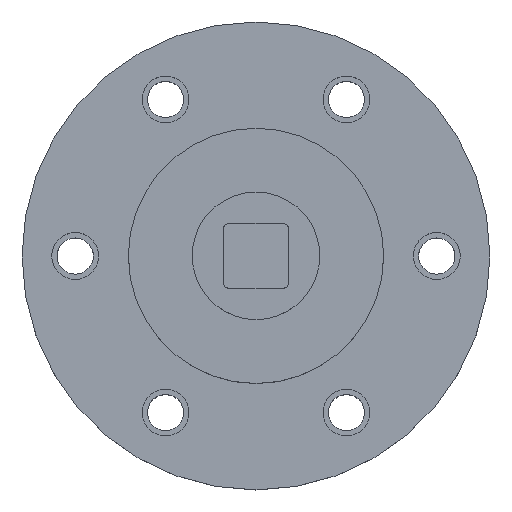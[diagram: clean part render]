
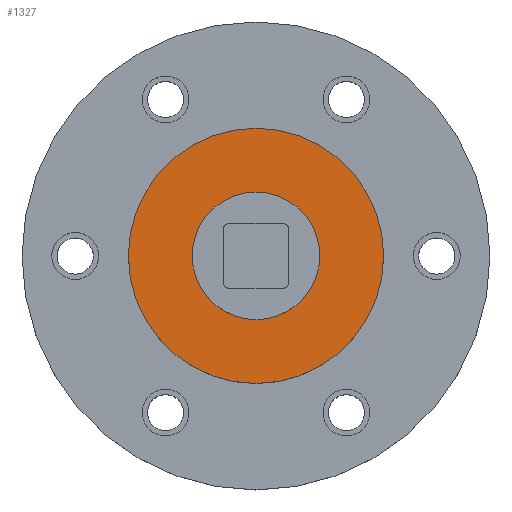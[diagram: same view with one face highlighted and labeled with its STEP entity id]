
A CAD part, top view. The second image highlights one B-rep face of the part: STEP entity #1327.
In plain terms, the highlighted planar face has unit normal (0, 0, 1).
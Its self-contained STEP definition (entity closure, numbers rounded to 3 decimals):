
#278 = CIRCLE ( 'NONE', #747, 6. ) ;
#313 = CARTESIAN_POINT ( 'NONE',  ( 0., 0., -2.3 ) ) ;
#340 = ORIENTED_EDGE ( 'NONE', *, *, #2415, .T. ) ;
#343 = ORIENTED_EDGE ( 'NONE', *, *, #2468, .F. ) ;
#388 = EDGE_LOOP ( 'NONE', ( #343, #839 ) ) ;
#407 = DIRECTION ( 'NONE',  ( 0., 0., 1. ) ) ;
#419 = EDGE_LOOP ( 'NONE', ( #2402, #340 ) ) ;
#439 = DIRECTION ( 'NONE',  ( 0., 0., 1. ) ) ;
#456 = VERTEX_POINT ( 'NONE', #2525 ) ;
#586 = EDGE_CURVE ( 'NONE', #2029, #1587, #278, .T. ) ;
#632 = DIRECTION ( 'NONE',  ( 1., 0., 0. ) ) ;
#681 = FACE_OUTER_BOUND ( 'NONE', #419, .T. ) ;
#747 = AXIS2_PLACEMENT_3D ( 'NONE', #2599, #407, #2179 ) ;
#790 = CIRCLE ( 'NONE', #1522, 6. ) ;
#832 = CIRCLE ( 'NONE', #1727, 12. ) ;
#839 = ORIENTED_EDGE ( 'NONE', *, *, #586, .F. ) ;
#852 = CARTESIAN_POINT ( 'NONE',  ( -12., 0., -2.3 ) ) ;
#924 = CARTESIAN_POINT ( 'NONE',  ( 0., 0., -2.3 ) ) ;
#1097 = CARTESIAN_POINT ( 'NONE',  ( 6., 0., -2.3 ) ) ;
#1100 = DIRECTION ( 'NONE',  ( 1., 0., 0. ) ) ;
#1327 = ADVANCED_FACE ( 'NONE', ( #2116, #681 ), #1490, .T. ) ;
#1490 = PLANE ( 'NONE',  #2352 ) ;
#1516 = DIRECTION ( 'NONE',  ( 0., 0., 1. ) ) ;
#1522 = AXIS2_PLACEMENT_3D ( 'NONE', #2331, #2501, #1896 ) ;
#1587 = VERTEX_POINT ( 'NONE', #2072 ) ;
#1602 = EDGE_CURVE ( 'NONE', #1790, #456, #2107, .T. ) ;
#1727 = AXIS2_PLACEMENT_3D ( 'NONE', #924, #1516, #1918 ) ;
#1790 = VERTEX_POINT ( 'NONE', #852 ) ;
#1896 = DIRECTION ( 'NONE',  ( 1., 0., 0. ) ) ;
#1918 = DIRECTION ( 'NONE',  ( 1., 0., 0. ) ) ;
#2029 = VERTEX_POINT ( 'NONE', #1097 ) ;
#2072 = CARTESIAN_POINT ( 'NONE',  ( -6., 0., -2.3 ) ) ;
#2107 = CIRCLE ( 'NONE', #2524, 12. ) ;
#2116 = FACE_BOUND ( 'NONE', #388, .T. ) ;
#2138 = DIRECTION ( 'NONE',  ( 0., 0., 1. ) ) ;
#2179 = DIRECTION ( 'NONE',  ( 1., 0., 0. ) ) ;
#2331 = CARTESIAN_POINT ( 'NONE',  ( 0., 0., -2.3 ) ) ;
#2352 = AXIS2_PLACEMENT_3D ( 'NONE', #313, #2138, #1100 ) ;
#2402 = ORIENTED_EDGE ( 'NONE', *, *, #1602, .T. ) ;
#2415 = EDGE_CURVE ( 'NONE', #456, #1790, #832, .T. ) ;
#2450 = CARTESIAN_POINT ( 'NONE',  ( 0., 0., -2.3 ) ) ;
#2468 = EDGE_CURVE ( 'NONE', #1587, #2029, #790, .T. ) ;
#2501 = DIRECTION ( 'NONE',  ( 0., 0., 1. ) ) ;
#2524 = AXIS2_PLACEMENT_3D ( 'NONE', #2450, #439, #632 ) ;
#2525 = CARTESIAN_POINT ( 'NONE',  ( 12., 0., -2.3 ) ) ;
#2599 = CARTESIAN_POINT ( 'NONE',  ( 0., 0., -2.3 ) ) ;
